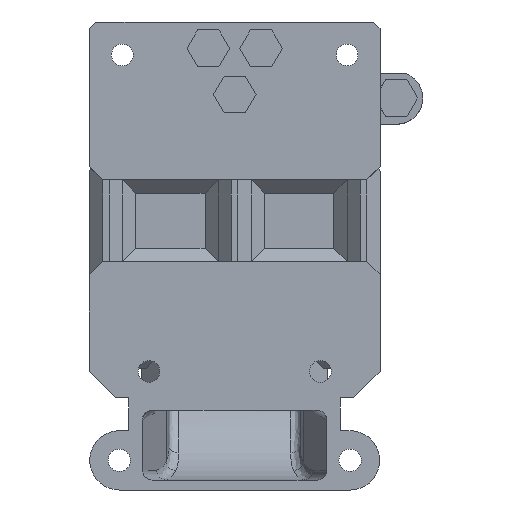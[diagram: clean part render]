
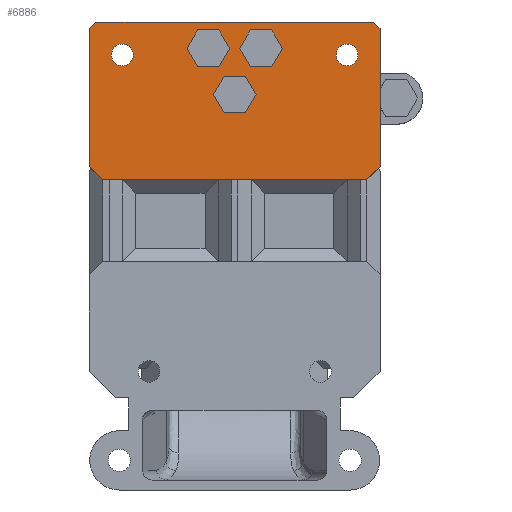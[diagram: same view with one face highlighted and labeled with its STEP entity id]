
A CAD part, front view. The second image highlights one B-rep face of the part: STEP entity #6886.
In plain terms, the highlighted planar face has unit normal (0, -1, 0).
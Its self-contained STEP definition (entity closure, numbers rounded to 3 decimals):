
#251=FACE_BOUND('',#901,.T.);
#252=FACE_BOUND('',#902,.T.);
#253=FACE_BOUND('',#903,.T.);
#254=FACE_BOUND('',#904,.T.);
#255=FACE_BOUND('',#905,.T.);
#300=CIRCLE('',#7318,1.65);
#301=CIRCLE('',#7319,1.65);
#302=CIRCLE('',#7320,1.65);
#303=CIRCLE('',#7321,1.65);
#505=FACE_OUTER_BOUND('',#900,.T.);
#900=EDGE_LOOP('',(#4799,#4800,#4801,#4802,#4803,#4804,#4805,#4806));
#901=EDGE_LOOP('',(#4807,#4808,#4809,#4810,#4811,#4812));
#902=EDGE_LOOP('',(#4813,#4814));
#903=EDGE_LOOP('',(#4815,#4816));
#904=EDGE_LOOP('',(#4817,#4818,#4819,#4820,#4821,#4822));
#905=EDGE_LOOP('',(#4823,#4824,#4825,#4826,#4827,#4828));
#1330=LINE('',#9459,#2095);
#1378=LINE('',#9590,#2143);
#1435=LINE('',#9701,#2200);
#1438=LINE('',#9709,#2203);
#1442=LINE('',#9717,#2207);
#1443=LINE('',#9719,#2208);
#1444=LINE('',#9721,#2209);
#1445=LINE('',#9722,#2210);
#1446=LINE('',#9725,#2211);
#1447=LINE('',#9727,#2212);
#1448=LINE('',#9729,#2213);
#1449=LINE('',#9731,#2214);
#1450=LINE('',#9733,#2215);
#1451=LINE('',#9734,#2216);
#1452=LINE('',#9745,#2217);
#1453=LINE('',#9747,#2218);
#1454=LINE('',#9749,#2219);
#1455=LINE('',#9751,#2220);
#1456=LINE('',#9753,#2221);
#1457=LINE('',#9754,#2222);
#1458=LINE('',#9757,#2223);
#1459=LINE('',#9759,#2224);
#1460=LINE('',#9761,#2225);
#1461=LINE('',#9763,#2226);
#1462=LINE('',#9765,#2227);
#1463=LINE('',#9766,#2228);
#2095=VECTOR('',#7785,10.);
#2143=VECTOR('',#7879,10.);
#2200=VECTOR('',#7980,10.);
#2203=VECTOR('',#7991,1.);
#2207=VECTOR('',#7997,1.);
#2208=VECTOR('',#7998,1.);
#2209=VECTOR('',#7999,1.);
#2210=VECTOR('',#8000,1.);
#2211=VECTOR('',#8001,1.);
#2212=VECTOR('',#8002,1.);
#2213=VECTOR('',#8003,1.);
#2214=VECTOR('',#8004,1.);
#2215=VECTOR('',#8005,1.);
#2216=VECTOR('',#8006,1.);
#2217=VECTOR('',#8015,1.);
#2218=VECTOR('',#8016,1.);
#2219=VECTOR('',#8017,1.);
#2220=VECTOR('',#8018,1.);
#2221=VECTOR('',#8019,1.);
#2222=VECTOR('',#8020,1.);
#2223=VECTOR('',#8021,1.);
#2224=VECTOR('',#8022,1.);
#2225=VECTOR('',#8023,1.);
#2226=VECTOR('',#8024,1.);
#2227=VECTOR('',#8025,1.);
#2228=VECTOR('',#8026,1.);
#2849=VERTEX_POINT('',#9456);
#2850=VERTEX_POINT('',#9458);
#2909=VERTEX_POINT('',#9587);
#2910=VERTEX_POINT('',#9589);
#2943=VERTEX_POINT('',#9708);
#2946=VERTEX_POINT('',#9716);
#2947=VERTEX_POINT('',#9718);
#2948=VERTEX_POINT('',#9720);
#2949=VERTEX_POINT('',#9723);
#2950=VERTEX_POINT('',#9724);
#2951=VERTEX_POINT('',#9726);
#2952=VERTEX_POINT('',#9728);
#2953=VERTEX_POINT('',#9730);
#2954=VERTEX_POINT('',#9732);
#2955=VERTEX_POINT('',#9735);
#2956=VERTEX_POINT('',#9736);
#2957=VERTEX_POINT('',#9739);
#2958=VERTEX_POINT('',#9740);
#2959=VERTEX_POINT('',#9743);
#2960=VERTEX_POINT('',#9744);
#2961=VERTEX_POINT('',#9746);
#2962=VERTEX_POINT('',#9748);
#2963=VERTEX_POINT('',#9750);
#2964=VERTEX_POINT('',#9752);
#2965=VERTEX_POINT('',#9755);
#2966=VERTEX_POINT('',#9756);
#2967=VERTEX_POINT('',#9758);
#2968=VERTEX_POINT('',#9760);
#2969=VERTEX_POINT('',#9762);
#2970=VERTEX_POINT('',#9764);
#3531=EDGE_CURVE('',#2849,#2850,#1330,.T.);
#3597=EDGE_CURVE('',#2909,#2910,#1378,.T.);
#3654=EDGE_CURVE('',#2909,#2850,#1435,.T.);
#3657=EDGE_CURVE('',#2943,#2910,#1438,.T.);
#3661=EDGE_CURVE('',#2946,#2849,#1442,.T.);
#3662=EDGE_CURVE('',#2946,#2947,#1443,.T.);
#3663=EDGE_CURVE('',#2948,#2947,#1444,.T.);
#3664=EDGE_CURVE('',#2943,#2948,#1445,.T.);
#3665=EDGE_CURVE('',#2949,#2950,#1446,.T.);
#3666=EDGE_CURVE('',#2950,#2951,#1447,.T.);
#3667=EDGE_CURVE('',#2951,#2952,#1448,.T.);
#3668=EDGE_CURVE('',#2952,#2953,#1449,.T.);
#3669=EDGE_CURVE('',#2953,#2954,#1450,.T.);
#3670=EDGE_CURVE('',#2954,#2949,#1451,.T.);
#3671=EDGE_CURVE('',#2955,#2956,#300,.T.);
#3672=EDGE_CURVE('',#2956,#2955,#301,.T.);
#3673=EDGE_CURVE('',#2957,#2958,#302,.T.);
#3674=EDGE_CURVE('',#2958,#2957,#303,.T.);
#3675=EDGE_CURVE('',#2959,#2960,#1452,.T.);
#3676=EDGE_CURVE('',#2961,#2959,#1453,.T.);
#3677=EDGE_CURVE('',#2962,#2961,#1454,.T.);
#3678=EDGE_CURVE('',#2963,#2962,#1455,.T.);
#3679=EDGE_CURVE('',#2964,#2963,#1456,.T.);
#3680=EDGE_CURVE('',#2960,#2964,#1457,.T.);
#3681=EDGE_CURVE('',#2965,#2966,#1458,.T.);
#3682=EDGE_CURVE('',#2967,#2965,#1459,.T.);
#3683=EDGE_CURVE('',#2968,#2967,#1460,.T.);
#3684=EDGE_CURVE('',#2969,#2968,#1461,.T.);
#3685=EDGE_CURVE('',#2970,#2969,#1462,.T.);
#3686=EDGE_CURVE('',#2966,#2970,#1463,.T.);
#4799=ORIENTED_EDGE('',*,*,#3531,.F.);
#4800=ORIENTED_EDGE('',*,*,#3661,.F.);
#4801=ORIENTED_EDGE('',*,*,#3662,.T.);
#4802=ORIENTED_EDGE('',*,*,#3663,.F.);
#4803=ORIENTED_EDGE('',*,*,#3664,.F.);
#4804=ORIENTED_EDGE('',*,*,#3657,.T.);
#4805=ORIENTED_EDGE('',*,*,#3597,.F.);
#4806=ORIENTED_EDGE('',*,*,#3654,.T.);
#4807=ORIENTED_EDGE('',*,*,#3665,.T.);
#4808=ORIENTED_EDGE('',*,*,#3666,.T.);
#4809=ORIENTED_EDGE('',*,*,#3667,.T.);
#4810=ORIENTED_EDGE('',*,*,#3668,.T.);
#4811=ORIENTED_EDGE('',*,*,#3669,.T.);
#4812=ORIENTED_EDGE('',*,*,#3670,.T.);
#4813=ORIENTED_EDGE('',*,*,#3671,.F.);
#4814=ORIENTED_EDGE('',*,*,#3672,.F.);
#4815=ORIENTED_EDGE('',*,*,#3673,.T.);
#4816=ORIENTED_EDGE('',*,*,#3674,.T.);
#4817=ORIENTED_EDGE('',*,*,#3675,.F.);
#4818=ORIENTED_EDGE('',*,*,#3676,.F.);
#4819=ORIENTED_EDGE('',*,*,#3677,.F.);
#4820=ORIENTED_EDGE('',*,*,#3678,.F.);
#4821=ORIENTED_EDGE('',*,*,#3679,.F.);
#4822=ORIENTED_EDGE('',*,*,#3680,.F.);
#4823=ORIENTED_EDGE('',*,*,#3681,.F.);
#4824=ORIENTED_EDGE('',*,*,#3682,.F.);
#4825=ORIENTED_EDGE('',*,*,#3683,.F.);
#4826=ORIENTED_EDGE('',*,*,#3684,.F.);
#4827=ORIENTED_EDGE('',*,*,#3685,.F.);
#4828=ORIENTED_EDGE('',*,*,#3686,.F.);
#6630=PLANE('',#7317);
#6886=ADVANCED_FACE('',(#505,#251,#252,#253,#254,#255),#6630,.T.);
#7317=AXIS2_PLACEMENT_3D('',#9715,#7995,#7996);
#7318=AXIS2_PLACEMENT_3D('',#9737,#8007,#8008);
#7319=AXIS2_PLACEMENT_3D('',#9738,#8009,#8010);
#7320=AXIS2_PLACEMENT_3D('',#9741,#8011,#8012);
#7321=AXIS2_PLACEMENT_3D('',#9742,#8013,#8014);
#7785=DIRECTION('',(-0.707,0.,-0.707));
#7879=DIRECTION('',(-0.707,0.,0.707));
#7980=DIRECTION('',(1.,0.,0.));
#7991=DIRECTION('',(0.,0.,-1.));
#7995=DIRECTION('center_axis',(0.,-1.,0.));
#7996=DIRECTION('ref_axis',(1.,0.,0.));
#7997=DIRECTION('',(0.,0.,-1.));
#7998=DIRECTION('',(-0.707,0.,0.707));
#7999=DIRECTION('',(1.,0.,0.));
#8000=DIRECTION('',(0.707,0.,0.707));
#8001=DIRECTION('',(0.5,0.,-0.866));
#8002=DIRECTION('',(-0.5,0.,-0.866));
#8003=DIRECTION('',(-1.,0.,0.));
#8004=DIRECTION('',(-0.5,0.,0.866));
#8005=DIRECTION('',(0.5,0.,0.866));
#8006=DIRECTION('',(1.,0.,0.));
#8007=DIRECTION('center_axis',(0.,-1.,0.));
#8008=DIRECTION('ref_axis',(0.,0.,-1.));
#8009=DIRECTION('center_axis',(0.,-1.,0.));
#8010=DIRECTION('ref_axis',(0.,0.,-1.));
#8011=DIRECTION('center_axis',(0.,1.,0.));
#8012=DIRECTION('ref_axis',(0.,0.,-1.));
#8013=DIRECTION('center_axis',(0.,1.,0.));
#8014=DIRECTION('ref_axis',(0.,0.,-1.));
#8015=DIRECTION('',(-0.5,0.,0.866));
#8016=DIRECTION('',(0.5,0.,0.866));
#8017=DIRECTION('',(1.,0.,0.));
#8018=DIRECTION('',(0.5,0.,-0.866));
#8019=DIRECTION('',(-0.5,0.,-0.866));
#8020=DIRECTION('',(-1.,0.,0.));
#8021=DIRECTION('',(-0.5,0.,0.866));
#8022=DIRECTION('',(0.5,0.,0.866));
#8023=DIRECTION('',(1.,0.,0.));
#8024=DIRECTION('',(0.5,0.,-0.866));
#8025=DIRECTION('',(-0.5,0.,-0.866));
#8026=DIRECTION('',(-1.,0.,0.));
#9456=CARTESIAN_POINT('',(22.05,35.,-10.75));
#9458=CARTESIAN_POINT('',(20.05,35.,-12.75));
#9459=CARTESIAN_POINT('',(12.392,35.,-20.408));
#9587=CARTESIAN_POINT('',(-20.05,35.,-12.75));
#9589=CARTESIAN_POINT('',(-22.05,35.,-10.75));
#9590=CARTESIAN_POINT('',(-12.392,35.,-20.408));
#9701=CARTESIAN_POINT('',(-11.275,35.,-12.75));
#9708=CARTESIAN_POINT('',(-22.05,35.,10.2));
#9709=CARTESIAN_POINT('',(-22.05,35.,-15.8));
#9715=CARTESIAN_POINT('Origin',(0.,35.,-25.332));
#9716=CARTESIAN_POINT('',(22.05,35.,10.2));
#9717=CARTESIAN_POINT('',(22.05,35.,-15.8));
#9718=CARTESIAN_POINT('',(21.05,35.,11.2));
#9719=CARTESIAN_POINT('',(21.55,35.,10.7));
#9720=CARTESIAN_POINT('',(-21.05,35.,11.2));
#9721=CARTESIAN_POINT('',(10.525,35.,11.2));
#9722=CARTESIAN_POINT('',(-21.55,35.,10.7));
#9723=CARTESIAN_POINT('',(5.617,35.,10.));
#9724=CARTESIAN_POINT('',(7.233,35.,7.2));
#9725=CARTESIAN_POINT('',(6.425,35.,8.6));
#9726=CARTESIAN_POINT('',(5.617,35.,4.4));
#9727=CARTESIAN_POINT('',(6.425,35.,5.8));
#9728=CARTESIAN_POINT('',(2.383,35.,4.4));
#9729=CARTESIAN_POINT('',(4.,35.,4.4));
#9730=CARTESIAN_POINT('',(0.767,35.,7.2));
#9731=CARTESIAN_POINT('',(1.575,35.,5.8));
#9732=CARTESIAN_POINT('',(2.383,35.,10.));
#9733=CARTESIAN_POINT('',(1.575,35.,8.6));
#9734=CARTESIAN_POINT('',(4.,35.,10.));
#9735=CARTESIAN_POINT('',(-17.05,35.,7.85));
#9736=CARTESIAN_POINT('',(-17.05,35.,4.55));
#9737=CARTESIAN_POINT('Origin',(-17.05,35.,6.2));
#9738=CARTESIAN_POINT('Origin',(-17.05,35.,6.2));
#9739=CARTESIAN_POINT('',(17.05,35.,4.55));
#9740=CARTESIAN_POINT('',(17.05,35.,7.85));
#9741=CARTESIAN_POINT('Origin',(17.05,35.,6.2));
#9742=CARTESIAN_POINT('Origin',(17.05,35.,6.2));
#9743=CARTESIAN_POINT('',(-0.767,35.,7.2));
#9744=CARTESIAN_POINT('',(-2.383,35.,10.));
#9745=CARTESIAN_POINT('',(-1.575,35.,8.6));
#9746=CARTESIAN_POINT('',(-2.383,35.,4.4));
#9747=CARTESIAN_POINT('',(-1.575,35.,5.8));
#9748=CARTESIAN_POINT('',(-5.617,35.,4.4));
#9749=CARTESIAN_POINT('',(-4.,35.,4.4));
#9750=CARTESIAN_POINT('',(-7.233,35.,7.2));
#9751=CARTESIAN_POINT('',(-6.425,35.,5.8));
#9752=CARTESIAN_POINT('',(-5.617,35.,10.));
#9753=CARTESIAN_POINT('',(-6.425,35.,8.6));
#9754=CARTESIAN_POINT('',(-4.,35.,10.));
#9755=CARTESIAN_POINT('',(3.233,35.,0.2));
#9756=CARTESIAN_POINT('',(1.617,35.,3.));
#9757=CARTESIAN_POINT('',(2.425,35.,1.6));
#9758=CARTESIAN_POINT('',(1.617,35.,-2.6));
#9759=CARTESIAN_POINT('',(2.425,35.,-1.2));
#9760=CARTESIAN_POINT('',(-1.617,35.,-2.6));
#9761=CARTESIAN_POINT('',(0.,35.,-2.6));
#9762=CARTESIAN_POINT('',(-3.233,35.,0.2));
#9763=CARTESIAN_POINT('',(-2.425,35.,-1.2));
#9764=CARTESIAN_POINT('',(-1.617,35.,3.));
#9765=CARTESIAN_POINT('',(-2.425,35.,1.6));
#9766=CARTESIAN_POINT('',(0.,35.,3.));
